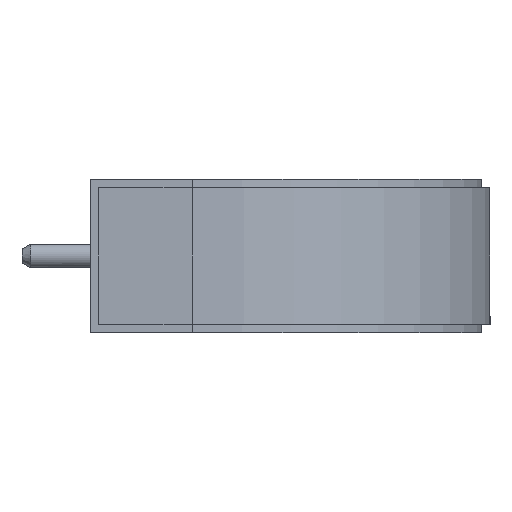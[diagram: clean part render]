
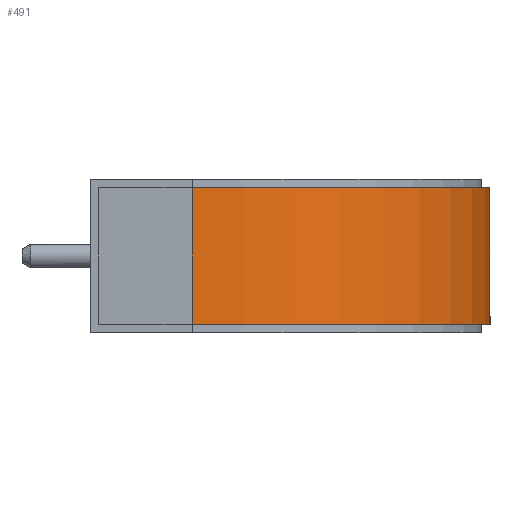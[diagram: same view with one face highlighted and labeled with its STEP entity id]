
A CAD part, left-side view. The second image highlights one B-rep face of the part: STEP entity #491.
In plain terms, the highlighted cylindrical face has radius 35 mm (diameter 70 mm), a partial arc.
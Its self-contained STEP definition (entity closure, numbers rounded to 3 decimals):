
#21 = DIRECTION ( 'NONE',  ( 0., 0., -1. ) ) ;
#28 = CARTESIAN_POINT ( 'NONE',  ( -93., 35., -8. ) ) ;
#53 = VERTEX_POINT ( 'NONE', #28 ) ;
#122 = CIRCLE ( 'NONE', #1296, 35. ) ;
#229 = AXIS2_PLACEMENT_3D ( 'NONE', #1448, #587, #1606 ) ;
#269 = EDGE_LOOP ( 'NONE', ( #1148, #1039, #1669, #1128 ) ) ;
#309 = DIRECTION ( 'NONE',  ( 0., 0., 1. ) ) ;
#312 = CARTESIAN_POINT ( 'NONE',  ( -93., 35., 9. ) ) ;
#322 = FACE_OUTER_BOUND ( 'NONE', #269, .T. ) ;
#353 = EDGE_CURVE ( 'NONE', #1225, #1647, #122, .T. ) ;
#378 = CARTESIAN_POINT ( 'NONE',  ( -58., 0., 8. ) ) ;
#491 = ADVANCED_FACE ( 'NONE', ( #322 ), #1101, .T. ) ;
#500 = DIRECTION ( 'NONE',  ( -1., 0., 0. ) ) ;
#566 = CIRCLE ( 'NONE', #229, 35. ) ;
#577 = LINE ( 'NONE', #312, #1734 ) ;
#587 = DIRECTION ( 'NONE',  ( 0., 0., 1. ) ) ;
#646 = CARTESIAN_POINT ( 'NONE',  ( -93., 35., 8. ) ) ;
#1039 = ORIENTED_EDGE ( 'NONE', *, *, #353, .F. ) ;
#1101 = CYLINDRICAL_SURFACE ( 'NONE', #1792, 35. ) ;
#1102 = EDGE_CURVE ( 'NONE', #1225, #53, #577, .T. ) ;
#1128 = ORIENTED_EDGE ( 'NONE', *, *, #1888, .T. ) ;
#1148 = ORIENTED_EDGE ( 'NONE', *, *, #1565, .F. ) ;
#1185 = CARTESIAN_POINT ( 'NONE',  ( -58., 35., 8. ) ) ;
#1187 = CARTESIAN_POINT ( 'NONE',  ( -58., 0., -8. ) ) ;
#1192 = DIRECTION ( 'NONE',  ( 0., 0., -1. ) ) ;
#1217 = DIRECTION ( 'NONE',  ( 0., 0., -1. ) ) ;
#1225 = VERTEX_POINT ( 'NONE', #646 ) ;
#1261 = VECTOR ( 'NONE', #21, 1000. ) ;
#1296 = AXIS2_PLACEMENT_3D ( 'NONE', #1185, #309, #1332 ) ;
#1332 = DIRECTION ( 'NONE',  ( 1., 0., 0. ) ) ;
#1344 = LINE ( 'NONE', #1631, #1261 ) ;
#1354 = CARTESIAN_POINT ( 'NONE',  ( -58., 35., 9. ) ) ;
#1448 = CARTESIAN_POINT ( 'NONE',  ( -58., 35., -8. ) ) ;
#1549 = VERTEX_POINT ( 'NONE', #1187 ) ;
#1565 = EDGE_CURVE ( 'NONE', #1647, #1549, #1344, .T. ) ;
#1606 = DIRECTION ( 'NONE',  ( 1., 0., 0. ) ) ;
#1631 = CARTESIAN_POINT ( 'NONE',  ( -58., 0., 9. ) ) ;
#1647 = VERTEX_POINT ( 'NONE', #378 ) ;
#1669 = ORIENTED_EDGE ( 'NONE', *, *, #1102, .T. ) ;
#1734 = VECTOR ( 'NONE', #1192, 1000. ) ;
#1792 = AXIS2_PLACEMENT_3D ( 'NONE', #1354, #1217, #500 ) ;
#1888 = EDGE_CURVE ( 'NONE', #53, #1549, #566, .T. ) ;
